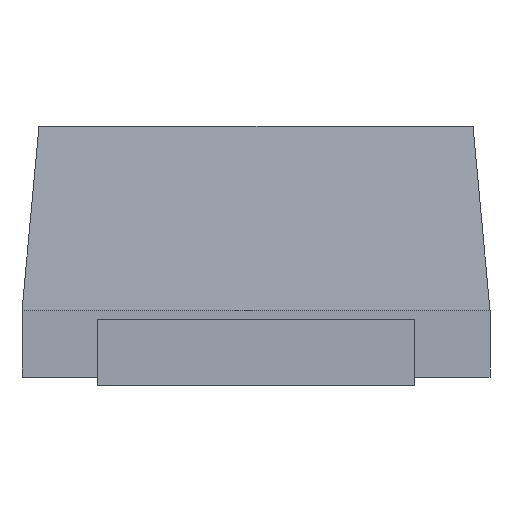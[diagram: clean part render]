
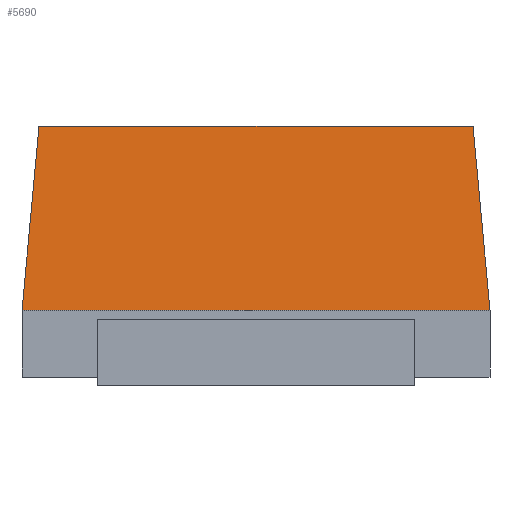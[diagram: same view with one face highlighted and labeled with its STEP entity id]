
A CAD part, left-side view. The second image highlights one B-rep face of the part: STEP entity #5690.
In plain terms, the highlighted planar face has unit normal (-0.996, 0, 0.092).
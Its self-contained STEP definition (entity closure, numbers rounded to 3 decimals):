
#4710 = EDGE_CURVE('',#4711,#4713,#4715,.T.);
#4711 = VERTEX_POINT('',#4712);
#4712 = CARTESIAN_POINT('',(-1.099,0.649,0.79));
#4713 = VERTEX_POINT('',#4714);
#4714 = CARTESIAN_POINT('',(-1.15,0.7,0.24));
#4715 = LINE('',#4716,#4717);
#4716 = CARTESIAN_POINT('',(-1.099,0.649,0.79));
#4717 = VECTOR('',#4718,1.);
#4718 = DIRECTION('',(-0.092,0.092,
    -0.992));
#4822 = VERTEX_POINT('',#4823);
#4823 = CARTESIAN_POINT('',(-1.099,-0.649,0.79));
#4829 = EDGE_CURVE('',#4830,#4822,#4832,.T.);
#4830 = VERTEX_POINT('',#4831);
#4831 = CARTESIAN_POINT('',(-1.15,-0.7,0.24));
#4832 = LINE('',#4833,#4834);
#4833 = CARTESIAN_POINT('',(-1.15,-0.7,0.24));
#4834 = VECTOR('',#4835,1.);
#4835 = DIRECTION('',(0.092,0.092,
    0.992));
#5182 = EDGE_CURVE('',#4711,#4822,#5183,.T.);
#5183 = LINE('',#5184,#5185);
#5184 = CARTESIAN_POINT('',(-1.099,0.,0.79));
#5185 = VECTOR('',#5186,1.);
#5186 = DIRECTION('',(0.,-1.,0.));
#5690 = ADVANCED_FACE('',(#5691),#5702,.T.);
#5691 = FACE_BOUND('',#5692,.T.);
#5692 = EDGE_LOOP('',(#5693,#5694,#5700,#5701));
#5693 = ORIENTED_EDGE('',*,*,#4710,.T.);
#5694 = ORIENTED_EDGE('',*,*,#5695,.T.);
#5695 = EDGE_CURVE('',#4713,#4830,#5696,.T.);
#5696 = LINE('',#5697,#5698);
#5697 = CARTESIAN_POINT('',(-1.15,0.35,0.24));
#5698 = VECTOR('',#5699,1.);
#5699 = DIRECTION('',(0.,-1.,0.));
#5700 = ORIENTED_EDGE('',*,*,#4829,.T.);
#5701 = ORIENTED_EDGE('',*,*,#5182,.F.);
#5702 = PLANE('',#5703);
#5703 = AXIS2_PLACEMENT_3D('',#5704,#5705,#5706);
#5704 = CARTESIAN_POINT('',(-1.125,0.35,0.515));
#5705 = DIRECTION('',(-0.996,0.,
    0.092));
#5706 = DIRECTION('',(0.092,0.,0.996));
